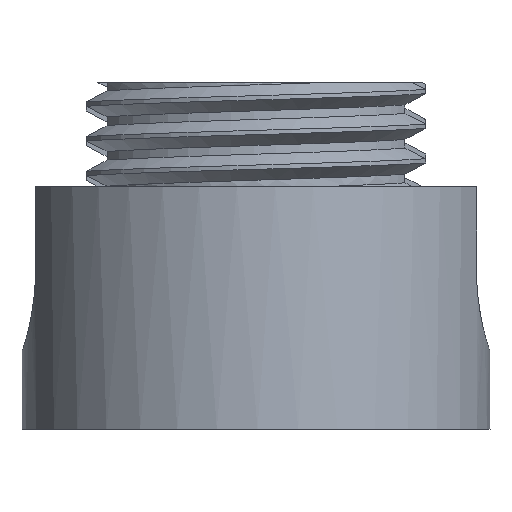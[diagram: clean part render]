
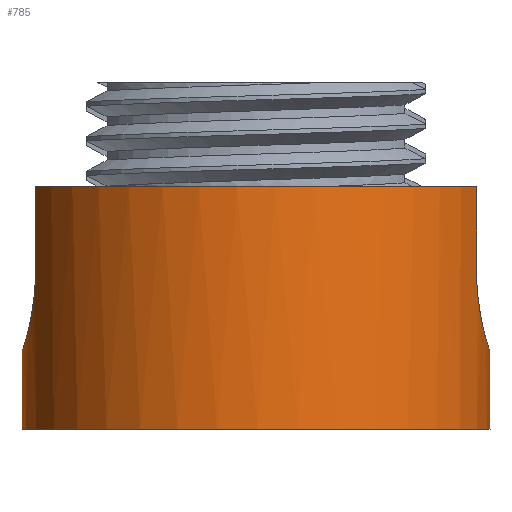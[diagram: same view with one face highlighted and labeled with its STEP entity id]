
A CAD part, left-side view. The second image highlights one B-rep face of the part: STEP entity #785.
In plain terms, the highlighted cylindrical face has radius 6.75 mm (diameter 13.5 mm), a full revolution.
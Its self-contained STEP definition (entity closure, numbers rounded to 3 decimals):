
#61=CIRCLE('',#848,6.75);
#62=CIRCLE('',#849,6.75);
#63=CIRCLE('',#850,6.75);
#89=LINE('',#1101,#134);
#106=LINE('',#1199,#151);
#108=LINE('',#1202,#153);
#124=LINE('',#1303,#169);
#134=VECTOR('',#908,1000.);
#151=VECTOR('',#927,1000.);
#153=VECTOR('',#931,1000.);
#169=VECTOR('',#949,1000.);
#261=ORIENTED_EDGE('',*,*,#497,.F.);
#262=ORIENTED_EDGE('',*,*,#420,.F.);
#263=ORIENTED_EDGE('',*,*,#496,.T.);
#264=ORIENTED_EDGE('',*,*,#498,.T.);
#265=ORIENTED_EDGE('',*,*,#466,.T.);
#266=ORIENTED_EDGE('',*,*,#416,.F.);
#267=ORIENTED_EDGE('',*,*,#464,.T.);
#268=ORIENTED_EDGE('',*,*,#499,.T.);
#269=ORIENTED_EDGE('',*,*,#434,.T.);
#416=EDGE_CURVE('',#538,#539,#620,.T.);
#420=EDGE_CURVE('',#542,#543,#622,.T.);
#434=EDGE_CURVE('',#555,#543,#89,.T.);
#464=EDGE_CURVE('',#538,#582,#106,.F.);
#466=EDGE_CURVE('',#583,#539,#108,.T.);
#496=EDGE_CURVE('',#542,#610,#124,.F.);
#497=EDGE_CURVE('',#611,#611,#61,.T.);
#498=EDGE_CURVE('',#610,#583,#62,.T.);
#499=EDGE_CURVE('',#582,#555,#63,.T.);
#538=VERTEX_POINT('',#1030);
#539=VERTEX_POINT('',#1038);
#542=VERTEX_POINT('',#1055);
#543=VERTEX_POINT('',#1063);
#555=VERTEX_POINT('',#1102);
#582=VERTEX_POINT('',#1198);
#583=VERTEX_POINT('',#1203);
#610=VERTEX_POINT('',#1302);
#611=VERTEX_POINT('',#1306);
#620=B_SPLINE_CURVE_WITH_KNOTS('',3,(#1031,#1032,#1033,#1034,#1035,#1036,
#1037),.UNSPECIFIED.,.F.,.F.,(4,1,1,1,4),(0.004,0.005,
0.007,0.009,0.011),
 .UNSPECIFIED.);
#622=B_SPLINE_CURVE_WITH_KNOTS('',3,(#1056,#1057,#1058,#1059,#1060,#1061,
#1062),.UNSPECIFIED.,.F.,.F.,(4,1,1,1,4),(0.004,0.005,
0.007,0.009,0.011),
 .UNSPECIFIED.);
#664=EDGE_LOOP('',(#261));
#665=EDGE_LOOP('',(#262,#263,#264,#265,#266,#267,#268,#269));
#715=FACE_BOUND('',#664,.T.);
#716=FACE_BOUND('',#665,.T.);
#760=CYLINDRICAL_SURFACE('',#847,6.75);
#785=ADVANCED_FACE('',(#715,#716),#760,.T.);
#847=AXIS2_PLACEMENT_3D('',#1304,#950,#951);
#848=AXIS2_PLACEMENT_3D('',#1305,#952,#953);
#849=AXIS2_PLACEMENT_3D('',#1307,#954,#955);
#850=AXIS2_PLACEMENT_3D('',#1308,#956,#957);
#908=DIRECTION('',(0.,0.,-1.));
#927=DIRECTION('',(0.,0.,-1.));
#931=DIRECTION('',(0.,0.,-1.));
#949=DIRECTION('',(0.,0.,-1.));
#950=DIRECTION('',(0.,0.,-1.));
#951=DIRECTION('',(-1.,0.,0.));
#952=DIRECTION('',(0.,0.,-1.));
#953=DIRECTION('',(1.,0.,0.));
#954=DIRECTION('',(0.,0.,-1.));
#955=DIRECTION('',(1.,0.,0.));
#956=DIRECTION('',(0.,0.,-1.));
#957=DIRECTION('',(1.,0.,0.));
#1030=CARTESIAN_POINT('',(-2.25,-6.364,4.5));
#1031=CARTESIAN_POINT('',(-2.25,-6.364,4.5));
#1032=CARTESIAN_POINT('',(-2.25,-6.364,3.908));
#1033=CARTESIAN_POINT('',(-1.761,-6.563,2.737));
#1034=CARTESIAN_POINT('',(-0.001,-6.844,2.006));
#1035=CARTESIAN_POINT('',(1.764,-6.563,2.74));
#1036=CARTESIAN_POINT('',(2.25,-6.364,3.907));
#1037=CARTESIAN_POINT('',(2.25,-6.364,4.5));
#1038=CARTESIAN_POINT('',(2.25,-6.364,4.5));
#1055=CARTESIAN_POINT('',(2.25,6.364,4.5));
#1056=CARTESIAN_POINT('',(2.25,6.364,4.5));
#1057=CARTESIAN_POINT('',(2.25,6.364,3.908));
#1058=CARTESIAN_POINT('',(1.761,6.563,2.737));
#1059=CARTESIAN_POINT('',(0.001,6.844,2.006));
#1060=CARTESIAN_POINT('',(-1.764,6.563,2.74));
#1061=CARTESIAN_POINT('',(-2.25,6.364,3.907));
#1062=CARTESIAN_POINT('',(-2.25,6.364,4.5));
#1063=CARTESIAN_POINT('',(-2.25,6.364,4.5));
#1101=CARTESIAN_POINT('',(-2.25,6.364,7.));
#1102=CARTESIAN_POINT('',(-2.25,6.364,7.));
#1198=CARTESIAN_POINT('',(-2.25,-6.364,7.));
#1199=CARTESIAN_POINT('',(-2.25,-6.364,7.));
#1202=CARTESIAN_POINT('',(2.25,-6.364,7.));
#1203=CARTESIAN_POINT('',(2.25,-6.364,7.));
#1302=CARTESIAN_POINT('',(2.25,6.364,7.));
#1303=CARTESIAN_POINT('',(2.25,6.364,7.));
#1304=CARTESIAN_POINT('',(0.,0.,7.));
#1305=CARTESIAN_POINT('',(0.,0.,0.));
#1306=CARTESIAN_POINT('',(6.75,0.,0.));
#1307=CARTESIAN_POINT('',(0.,0.,7.));
#1308=CARTESIAN_POINT('',(0.,0.,7.));
